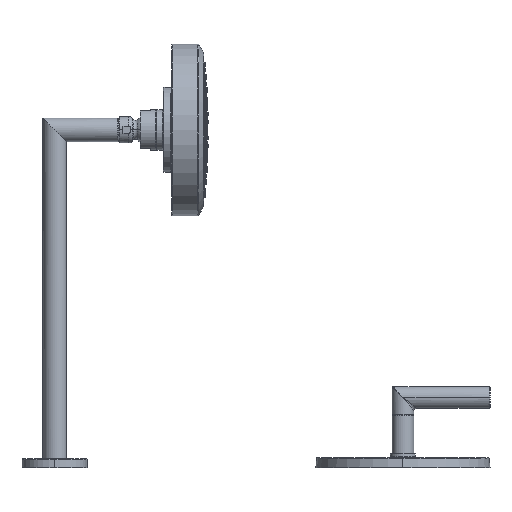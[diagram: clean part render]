
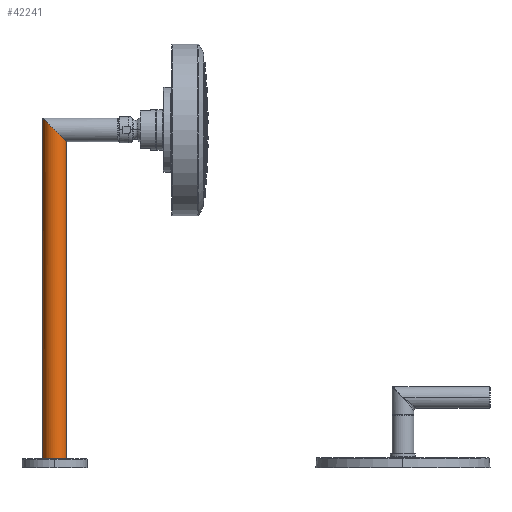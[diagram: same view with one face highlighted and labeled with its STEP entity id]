
A CAD part, left-side view. The second image highlights one B-rep face of the part: STEP entity #42241.
In plain terms, the highlighted cylindrical face has radius 10.319 mm (diameter 20.637 mm), a partial arc.
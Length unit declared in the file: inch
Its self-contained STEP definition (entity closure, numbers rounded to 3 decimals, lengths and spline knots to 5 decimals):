
#23478=CARTESIAN_POINT('',(0.,12.40625,12.05625));
#23514=CARTESIAN_POINT('',(0.,11.59375,11.24375));
#23676=CARTESIAN_POINT('',(0.,11.59375,11.24375));
#23677=CARTESIAN_POINT('',(-0.00532,11.59375,11.24375));
#23678=CARTESIAN_POINT('',(-0.01598,11.59396,
11.24396));
#23679=CARTESIAN_POINT('',(-0.03201,11.59491,
11.24491));
#23680=CARTESIAN_POINT('',(-0.04802,11.59649,
11.24649));
#23681=CARTESIAN_POINT('',(-0.06407,11.59872,
11.24872));
#23682=CARTESIAN_POINT('',(-0.0801,11.60161,
11.25161));
#23683=CARTESIAN_POINT('',(-0.09614,11.60517,
11.25517));
#23684=CARTESIAN_POINT('',(-0.11221,11.60943,
11.25943));
#23685=CARTESIAN_POINT('',(-0.12832,11.61442,
11.26442));
#23686=CARTESIAN_POINT('',(-0.1444,11.62015,
11.27015));
#23687=CARTESIAN_POINT('',(-0.16049,11.62666,
11.27666));
#23688=CARTESIAN_POINT('',(-0.17654,11.63397,
11.28397));
#23689=CARTESIAN_POINT('',(-0.19252,11.64211,
11.29211));
#23690=CARTESIAN_POINT('',(-0.20845,11.65114,
11.30114));
#23691=CARTESIAN_POINT('',(-0.22424,11.66107,
11.31107));
#23692=CARTESIAN_POINT('',(-0.23986,11.67193,
11.32193));
#23693=CARTESIAN_POINT('',(-0.25528,11.68377,
11.33377));
#23694=CARTESIAN_POINT('',(-0.27044,11.69663,
11.34663));
#23695=CARTESIAN_POINT('',(-0.2852,11.71045,
11.36045));
#23696=CARTESIAN_POINT('',(-0.29952,11.72528,
11.37528));
#23697=CARTESIAN_POINT('',(-0.31336,11.74117,
11.39117));
#23698=CARTESIAN_POINT('',(-0.32664,11.75813,
11.40813));
#23699=CARTESIAN_POINT('',(-0.33927,11.77617,
11.42617));
#23700=CARTESIAN_POINT('',(-0.35105,11.79513,
11.44513));
#23701=CARTESIAN_POINT('',(-0.36194,11.81503,
11.46503));
#23702=CARTESIAN_POINT('',(-0.37186,11.83586,
11.48586));
#23703=CARTESIAN_POINT('',(-0.38074,11.85766,
11.50766));
#23704=CARTESIAN_POINT('',(-0.38841,11.88013,
11.53013));
#23705=CARTESIAN_POINT('',(-0.3948,11.90322,
11.55322));
#23706=CARTESIAN_POINT('',(-0.39986,11.92686,
11.57686));
#23707=CARTESIAN_POINT('',(-0.40353,11.951,
11.60101));
#23708=CARTESIAN_POINT('',(-0.40576,11.97554,
11.62553));
#23709=CARTESIAN_POINT('',(-0.40625,11.99184,11.64185));
#23710=CARTESIAN_POINT('',(-0.40625,12.,11.65));
#23712=CARTESIAN_POINT('',(0.,12.40625,12.05625));
#23713=CARTESIAN_POINT('',(-0.00532,12.40625,12.05625));
#23714=CARTESIAN_POINT('',(-0.01598,12.40604,
12.05604));
#23715=CARTESIAN_POINT('',(-0.03202,12.40509,
12.05509));
#23716=CARTESIAN_POINT('',(-0.04807,12.4035,
12.0535));
#23717=CARTESIAN_POINT('',(-0.06411,12.40127,
12.05127));
#23718=CARTESIAN_POINT('',(-0.08018,12.39837,
12.04837));
#23719=CARTESIAN_POINT('',(-0.09623,12.3948,
12.0448));
#23720=CARTESIAN_POINT('',(-0.11229,12.39054,
12.04054));
#23721=CARTESIAN_POINT('',(-0.1284,12.38555,
12.03555));
#23722=CARTESIAN_POINT('',(-0.1445,12.37981,
12.02981));
#23723=CARTESIAN_POINT('',(-0.16057,12.37331,
12.02331));
#23724=CARTESIAN_POINT('',(-0.17662,12.36599,
12.01599));
#23725=CARTESIAN_POINT('',(-0.19261,12.35784,
12.00784));
#23726=CARTESIAN_POINT('',(-0.20851,12.34882,
11.99882));
#23727=CARTESIAN_POINT('',(-0.22431,12.33889,
11.98889));
#23728=CARTESIAN_POINT('',(-0.23991,12.32803,
11.97803));
#23729=CARTESIAN_POINT('',(-0.25531,12.3162,
11.9662));
#23730=CARTESIAN_POINT('',(-0.27045,12.30336,
11.95336));
#23731=CARTESIAN_POINT('',(-0.28525,12.2895,
11.9395));
#23732=CARTESIAN_POINT('',(-0.29962,12.27461,
11.92461));
#23733=CARTESIAN_POINT('',(-0.31347,12.2587,
11.9087));
#23734=CARTESIAN_POINT('',(-0.32675,12.24172,
11.89172));
#23735=CARTESIAN_POINT('',(-0.33937,12.22367,
11.87367));
#23736=CARTESIAN_POINT('',(-0.35115,12.2047,
11.8547));
#23737=CARTESIAN_POINT('',(-0.36202,12.18482,
11.83482));
#23738=CARTESIAN_POINT('',(-0.37191,12.16403,
11.81403));
#23739=CARTESIAN_POINT('',(-0.38076,12.1423,
11.7923));
#23740=CARTESIAN_POINT('',(-0.38844,12.11978,
11.76978));
#23741=CARTESIAN_POINT('',(-0.39482,12.09671,
11.74671));
#23742=CARTESIAN_POINT('',(-0.39986,12.07309,
11.72309));
#23743=CARTESIAN_POINT('',(-0.40353,12.04902,
11.69902));
#23744=CARTESIAN_POINT('',(-0.40576,12.0245,
11.6745));
#23745=CARTESIAN_POINT('',(-0.40625,12.00818,11.65817));
#23746=CARTESIAN_POINT('',(-0.40625,12.,11.65));
#23973=DIRECTION('',(0.,0.,1.));
#23974=VECTOR('',#23973,11.74625);
#23975=CARTESIAN_POINT('',(0.,12.40625,0.31));
#23976=LINE('',#23975,#23974);
#23982=CARTESIAN_POINT('',(0.,12.,0.31));
#23983=DIRECTION('',(0.,0.,1.));
#23984=DIRECTION('',(0.,1.,0.));
#23985=AXIS2_PLACEMENT_3D('',#23982,#23983,#23984);
#24035=DIRECTION('',(0.,0.,1.));
#24036=VECTOR('',#24035,10.93375);
#24037=CARTESIAN_POINT('',(0.,11.59375,0.31));
#24038=LINE('',#24037,#24036);
#31099=CARTESIAN_POINT('',(0.,11.59375,0.31));
#31100=CARTESIAN_POINT('',(0.,12.40625,0.31));
#31101=VERTEX_POINT('',#31099);
#31102=VERTEX_POINT('',#31100);
#31104=VERTEX_POINT('',#23514);
#31105=VERTEX_POINT('',#23478);
#31106=VERTEX_POINT('',#23746);
#42226=CARTESIAN_POINT('',(0.,12.,-0.75));
#42227=DIRECTION('',(0.,0.,1.));
#42228=DIRECTION('',(0.,-1.,0.));
#42229=AXIS2_PLACEMENT_3D('',#42226,#42227,#42228);
#42230=CYLINDRICAL_SURFACE('',#42229,0.40625);
#42232=ORIENTED_EDGE('',*,*,#42231,.F.);
#42234=ORIENTED_EDGE('',*,*,#42233,.T.);
#42235=ORIENTED_EDGE('',*,*,#41988,.T.);
#42236=ORIENTED_EDGE('',*,*,#41986,.F.);
#42238=ORIENTED_EDGE('',*,*,#42237,.F.);
#42239=EDGE_LOOP('',(#42232,#42234,#42235,#42236,#42238));
#42240=FACE_OUTER_BOUND('',#42239,.F.);
#42241=ADVANCED_FACE('',(#42240),#42230,.T.);
#23711=B_SPLINE_CURVE_WITH_KNOTS('',3,(#23676,#23677,#23678,#23679,#23680,
#23681,#23682,#23683,#23684,#23685,#23686,#23687,#23688,#23689,#23690,#23691,
#23692,#23693,#23694,#23695,#23696,#23697,#23698,#23699,#23700,#23701,#23702,
#23703,#23704,#23705,#23706,#23707,#23708,#23709,#23710),.UNSPECIFIED.,.F.,.F.,(
4,1,1,1,1,1,1,1,1,1,1,1,1,1,1,1,1,1,1,1,1,1,1,1,1,1,1,1,1,1,1,1,4),(0.,
0.03125,0.0625,0.09375,0.125,0.15625,0.1875,0.21875,0.25,0.28125,
0.3125,0.34375,0.375,0.40625,0.4375,0.46875,0.5,0.53125,
0.5625,0.59375,0.625,0.65625,0.6875,0.71875,0.75,0.78125,
0.8125,0.84375,0.875,0.90625,0.9375,0.96875,1.),.UNSPECIFIED.);
#23747=B_SPLINE_CURVE_WITH_KNOTS('',3,(#23712,#23713,#23714,#23715,#23716,
#23717,#23718,#23719,#23720,#23721,#23722,#23723,#23724,#23725,#23726,#23727,
#23728,#23729,#23730,#23731,#23732,#23733,#23734,#23735,#23736,#23737,#23738,
#23739,#23740,#23741,#23742,#23743,#23744,#23745,#23746),.UNSPECIFIED.,.F.,.F.,(
4,1,1,1,1,1,1,1,1,1,1,1,1,1,1,1,1,1,1,1,1,1,1,1,1,1,1,1,1,1,1,1,4),(0.,
0.03125,0.0625,0.09375,0.125,0.15625,0.1875,0.21875,0.25,0.28125,
0.3125,0.34375,0.375,0.40625,0.4375,0.46875,0.5,0.53125,
0.5625,0.59375,0.625,0.65625,0.6875,0.71875,0.75,0.78125,
0.8125,0.84375,0.875,0.90625,0.9375,0.96875,1.),.UNSPECIFIED.);
#23986=CIRCLE('',#23985,0.40625);
#41986=EDGE_CURVE('',#31104,#31106,#23711,.T.);
#41988=EDGE_CURVE('',#31105,#31106,#23747,.T.);
#42231=EDGE_CURVE('',#31102,#31101,#23986,.T.);
#42233=EDGE_CURVE('',#31102,#31105,#23976,.T.);
#42237=EDGE_CURVE('',#31101,#31104,#24038,.T.);
